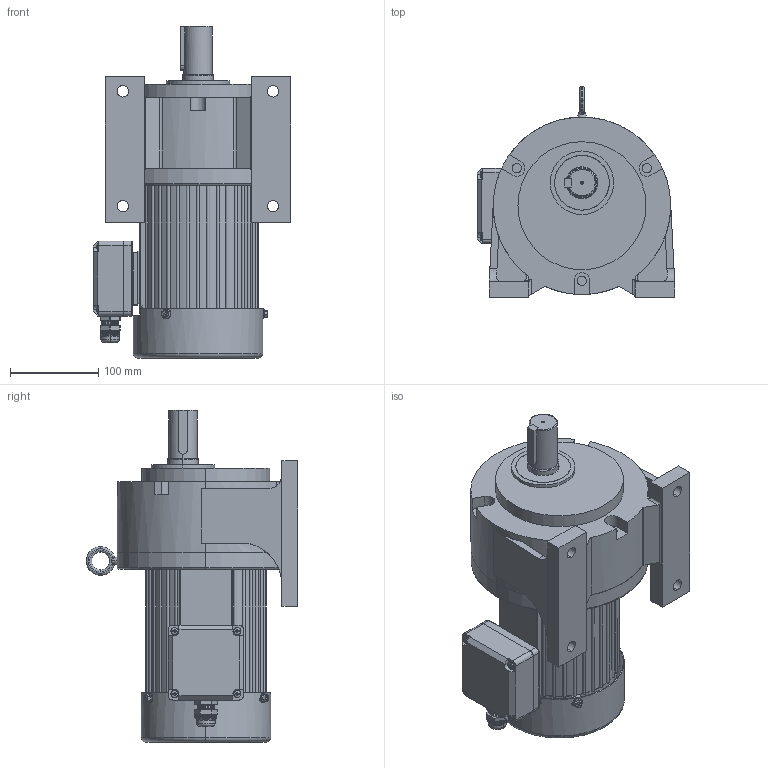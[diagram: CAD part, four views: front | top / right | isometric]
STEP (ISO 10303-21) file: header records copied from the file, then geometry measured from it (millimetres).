
FILE_DESCRIPTION (( 'STEP AP203' ), '1' );
FILE_NAME ('(標準品)G14H400W(5B75XXX100)(減速比共用).STEP', '2016-01-28T07:35:51', ( 'SE' ), ( 'SE' ), 'SwSTEP 2.0', 'SolidWorks 2010', '' );
FILE_SCHEMA (( 'CONFIG_CONTROL_DESIGN' ));
Length unit declared in the file: millimetre
Products named in the file (17): 出線盒上蓋; M400C1A; ･Xｽuｲｰｹﾔ､TH-UP3(PVC2mmｫp); 丸頭螺絲 M4 x35 --35N_JIS B 1111 Binding head screw M4 x 8 --8N; 10x8xL_50L; G140S1; (標準品)G14H400W(5B75XXX100)(減速比共用); 400W煞車馬達後蓋SAB_45; 400W風扇蓋145x56／缺口70(直角); 成品-塑膠T盒; 出線盒下蓋; 出線頭 Ver.2; 外六角內十字螺絲M5 x 10_ISO 4162 - M5 x 10 x 10-N; G14-400C1-03; 油封35x62x8; M8x16吊環(G14.G15前蓋用); G14HBOX1_Default
Assembly tree (21 placements, depth 3):
  (標準品)G14H400W(5B75XXX100)(減速比共用)
    外六角內十字螺絲M5 x 10_ISO 4162 - M5 x 10 x 10-N  x3
    M8x16吊環(G14.G15前蓋用)
    G140S1
    400W煞車馬達後蓋SAB_45
    10x8xL_50L
    成品-塑膠T盒
      丸頭螺絲 M4 x35 --35N_JIS B 1111 Binding head screw M4 x 8 --8N  x4
      出線頭 Ver.2
      出線盒下蓋
      ･Xｽuｲｰｹﾔ､TH-UP3(PVC2mmｫp)
      出線盒上蓋
    G14-400C1-03
    油封35x62x8
    400W風扇蓋145x56／缺口70(直角)
    G14HBOX1_Default
    M400C1A
Bounding box: 223.5 x 239.5 x 376 mm (x, y, z)
Volume: 6544536.3 mm3; surface area: 578709.6 mm2
Topology: 20 solids, 23 shells, 2669 faces, 7067 edges, 4474 vertices
Faces by surface type: cone 918, plane 832, cylinder 826, torus 61, bspline 18, sphere 14
Entity records: 53777 total; most frequent: CARTESIAN_POINT 10760, DIRECTION 8663, ORIENTED_EDGE 8554, EDGE_CURVE 4277, AXIS2_PLACEMENT_3D 3070, VERTEX_POINT 2745, LINE 2523, VECTOR 2523
